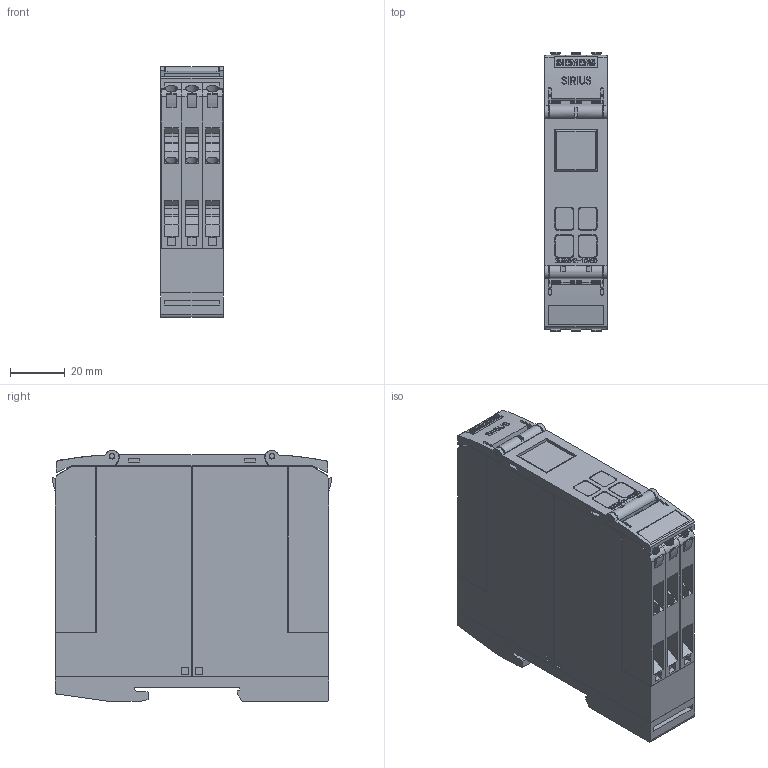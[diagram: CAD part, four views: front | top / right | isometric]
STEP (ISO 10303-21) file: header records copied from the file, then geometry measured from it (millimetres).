
FILE_DESCRIPTION(('STEP AP214'),'1');
FILE_NAME('cctmp_CF73A9DD-CB8B-4DB2-94C6-321D222209FD_2024_05_27_11_12_06_0989..stp','2024-05-27T09:12:07',('SIEMENS A&D'),('CADClick - www.CADClick.com'),'Spatial InterOp 3D',' ','unknown authorization');
FILE_SCHEMA(('AUTOMOTIVE_DESIGN'));
Length unit declared in the file: millimetre
Products named in the file (1): 3UG5642-1CW30
Bounding box: 22.8 x 101.9 x 91.6 mm (x, y, z)
Volume: 183260.9 mm3; surface area: 55737.5 mm2
Topology: 1 solids, 1 shells, 1819 faces, 5092 edges, 3381 vertices
Faces by surface type: plane 1462, cylinder 305, cone 36, torus 16
Entity records: 73730 total; most frequent: CARTESIAN_POINT 11615, ORIENTED_EDGE 10168, DIRECTION 9430, EDGE_CURVE 5084, LINE 4178, VECTOR 4178, VERTEX_POINT 3381, AXIS2_PLACEMENT_3D 2626
